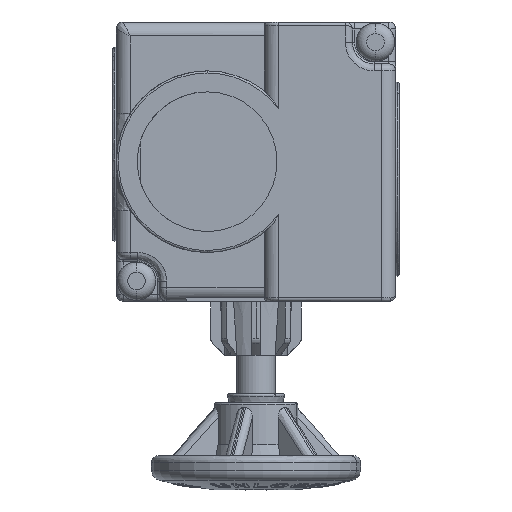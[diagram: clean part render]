
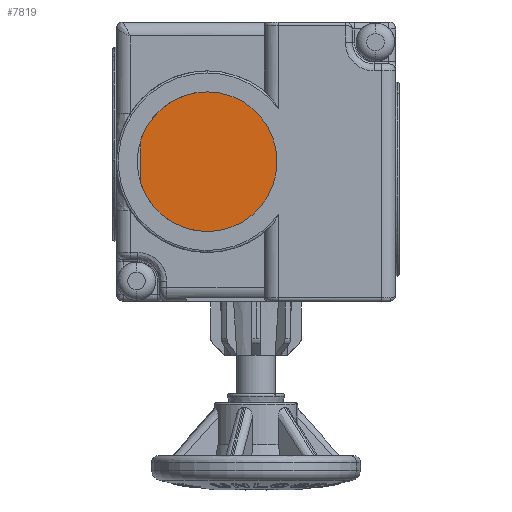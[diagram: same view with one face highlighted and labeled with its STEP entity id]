
A CAD part, front view. The second image highlights one B-rep face of the part: STEP entity #7819.
In plain terms, the highlighted planar face has unit normal (0, -1, 0).
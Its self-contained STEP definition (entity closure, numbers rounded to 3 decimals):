
#513 = CARTESIAN_POINT ( 'NONE',  ( 16.5, 2.3, -3.122 ) ) ;
#864 = DIRECTION ( 'NONE',  ( 0., 0., -1. ) ) ;
#1267 = VECTOR ( 'NONE', #13542, 1000. ) ;
#1608 = VERTEX_POINT ( 'NONE', #513 ) ;
#2137 = CIRCLE ( 'NONE', #21169, 10. ) ;
#2164 = CARTESIAN_POINT ( 'NONE',  ( 7., 2.3, 0. ) ) ;
#6498 = DIRECTION ( 'NONE',  ( 0., 0., -1. ) ) ;
#7005 = AXIS2_PLACEMENT_3D ( 'NONE', #2164, #32474, #6498 ) ;
#7127 = DIRECTION ( 'NONE',  ( 0., 0., 1. ) ) ;
#7247 = ORIENTED_EDGE ( 'NONE', *, *, #21386, .F. ) ;
#7819 = ADVANCED_FACE ( 'NONE', ( #12674 ), #28745, .F. ) ;
#9385 = EDGE_LOOP ( 'NONE', ( #23085, #14462, #36421, #7247 ) ) ;
#12674 = FACE_OUTER_BOUND ( 'NONE', #9385, .T. ) ;
#13300 = EDGE_CURVE ( 'NONE', #22239, #53226, #31312, .T. ) ;
#13542 = DIRECTION ( 'NONE',  ( 0., 0., -1. ) ) ;
#14462 = ORIENTED_EDGE ( 'NONE', *, *, #39901, .F. ) ;
#17882 = CARTESIAN_POINT ( 'NONE',  ( 16.5, 2.3, 0. ) ) ;
#19946 = AXIS2_PLACEMENT_3D ( 'NONE', #24320, #33097, #7127 ) ;
#21169 = AXIS2_PLACEMENT_3D ( 'NONE', #22005, #52368, #26414 ) ;
#21386 = EDGE_CURVE ( 'NONE', #1608, #22239, #30681, .T. ) ;
#22005 = CARTESIAN_POINT ( 'NONE',  ( 7., 2.3, 0. ) ) ;
#22239 = VERTEX_POINT ( 'NONE', #48958 ) ;
#23085 = ORIENTED_EDGE ( 'NONE', *, *, #43792, .F. ) ;
#24250 = LINE ( 'NONE', #17882, #1267 ) ;
#24320 = CARTESIAN_POINT ( 'NONE',  ( -3.117, 2.3, -10.12 ) ) ;
#24366 = CARTESIAN_POINT ( 'NONE',  ( 7., 2.3, 10. ) ) ;
#26414 = DIRECTION ( 'NONE',  ( 0., 0., -1. ) ) ;
#26785 = DIRECTION ( 'NONE',  ( 0., 1., 0. ) ) ;
#26790 = AXIS2_PLACEMENT_3D ( 'NONE', #52735, #26785, #864 ) ;
#28745 = PLANE ( 'NONE',  #19946 ) ;
#30681 = CIRCLE ( 'NONE', #7005, 10. ) ;
#31312 = CIRCLE ( 'NONE', #26790, 10. ) ;
#32474 = DIRECTION ( 'NONE',  ( 0., 1., 0. ) ) ;
#33097 = DIRECTION ( 'NONE',  ( 0., 1., 0. ) ) ;
#35178 = VERTEX_POINT ( 'NONE', #35319 ) ;
#35319 = CARTESIAN_POINT ( 'NONE',  ( 16.5, 2.3, 3.122 ) ) ;
#36421 = ORIENTED_EDGE ( 'NONE', *, *, #13300, .F. ) ;
#39901 = EDGE_CURVE ( 'NONE', #53226, #35178, #2137, .T. ) ;
#43792 = EDGE_CURVE ( 'NONE', #35178, #1608, #24250, .T. ) ;
#48958 = CARTESIAN_POINT ( 'NONE',  ( 7., 2.3, -10. ) ) ;
#52368 = DIRECTION ( 'NONE',  ( 0., 1., 0. ) ) ;
#52735 = CARTESIAN_POINT ( 'NONE',  ( 7., 2.3, 0. ) ) ;
#53226 = VERTEX_POINT ( 'NONE', #24366 ) ;
